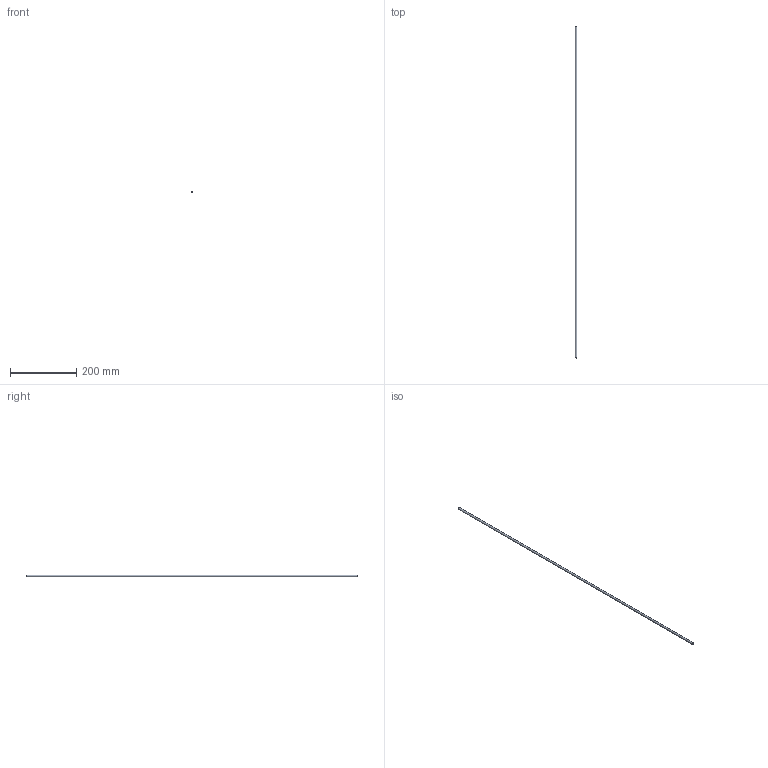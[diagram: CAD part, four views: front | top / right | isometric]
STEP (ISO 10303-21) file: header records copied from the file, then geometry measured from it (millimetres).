
FILE_DESCRIPTION (( 'STEP AP203' ), '1' );
FILE_NAME ('58200-240M6-L.step', '2019-12-17T13:53:54', ( '' ), ( '' ), 'SwSTEP 2.0', 'SolidWorks 2015', '' );
FILE_SCHEMA (( 'CONFIG_CONTROL_DESIGN' ));
Length unit declared in the file: millimetre
Products named in the file (2): 58200-240M6-L
Bounding box: 6 x 1000 x 6 mm (x, y, z)
Volume: 28269.9 mm3; surface area: 18895.3 mm2
Topology: 1 solids, 1 shells, 278 faces, 730 edges, 486 vertices
Faces by surface type: plane 146, bspline 129, cone 2, cylinder 1
Full cylindrical faces by diameter (mm): 6 x1
Entity records: 16060 total; most frequent: CARTESIAN_POINT 9934, ORIENTED_EDGE 1454, DIRECTION 775, EDGE_CURVE 727, VERTEX_POINT 486, LINE 465, VECTOR 465, EDGE_LOOP 313
